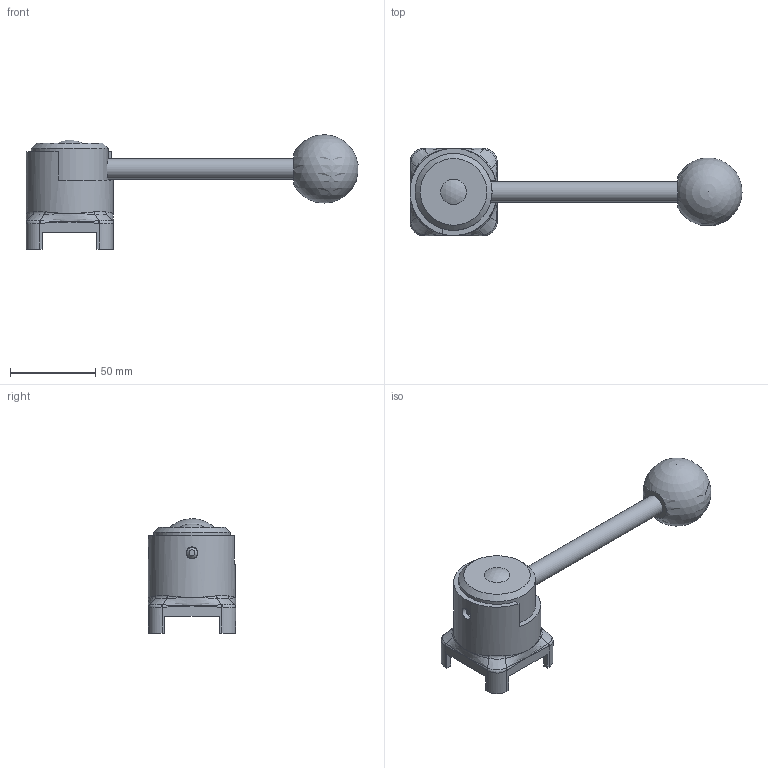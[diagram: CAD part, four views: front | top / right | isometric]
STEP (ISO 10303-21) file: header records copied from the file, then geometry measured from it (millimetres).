
FILE_DESCRIPTION((''),'2;1');
FILE_NAME('56700080X100.stp','2010-10-27T09:05:01',('Creator'),(''),'Autodesk Inventor 2010','Autodesk Inventor 2010','');
FILE_SCHEMA(('AUTOMOTIVE_DESIGN { 1 0 10303 214 1 1 1 1 }'));
Length unit declared in the file: millimetre
Products named in the file (1): 56700080X100
Bounding box: 194.21 x 51 x 67 mm (x, y, z)
Surface area: 41359.5 mm2 (no closed solid volume)
Topology: 0 solids, 5 shells, 174 faces, 515 edges, 299 vertices
Faces by surface type: bspline 82, plane 53, cylinder 27, cone 10, sphere 2
Full cylindrical faces by diameter (mm): 5.5 x1, 6.5 x1, 6.8 x1, 7 x2, 8.8 x3, 10 x1, 10.106 x1, 10.5 x1, 11.8 x1, 12 x2, 15.8 x1, 16 x1, 45 x2, 51 x1
Entity records: 10903 total; most frequent: CARTESIAN_POINT 7159, ORIENTED_EDGE 892, DIRECTION 526, EDGE_CURVE 446, VERTEX_POINT 282, EDGE_LOOP 218, B_SPLINE_CURVE_WITH_KNOTS 206, AXIS2_PLACEMENT_3D 201
